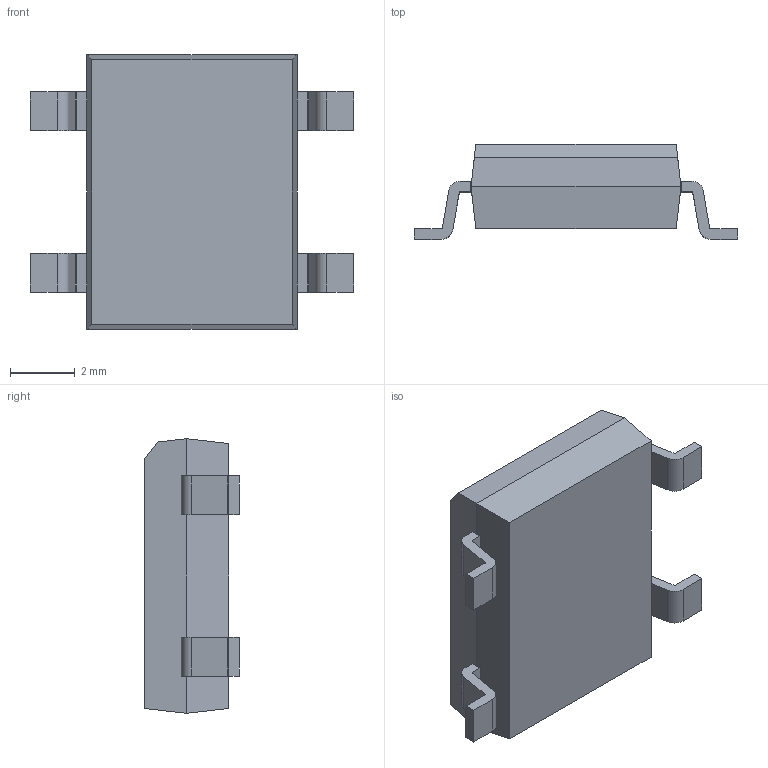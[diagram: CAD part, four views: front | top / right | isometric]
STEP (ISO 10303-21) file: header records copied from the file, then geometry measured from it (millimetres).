
FILE_DESCRIPTION (( 'STEP AP214' ), '1' );
FILE_NAME ('D2C2AED1-0139-4C61-9081-FD319A8EBEAA.STEP', '2023-08-16T14:03:57', ( '' ), ( '' ), 'SwSTEP 2.0', 'SolidWorks 2022', '' );
FILE_SCHEMA (( 'AUTOMOTIVE_DESIGN' ));
Length unit declared in the file: millimetre
Products named in the file (1): D2C2AED1-0139-4C61-9081-FD319A8EBEAA
Bounding box: 10 x 2.93 x 8.5 mm (x, y, z)
Volume: 141.7 mm3; surface area: 215.9 mm2
Topology: 5 solids, 5 shells, 68 faces, 172 edges, 114 vertices
Faces by surface type: plane 51, cylinder 16, sphere 1
Entity records: 2081 total; most frequent: CARTESIAN_POINT 350, DIRECTION 341, ORIENTED_EDGE 338, EDGE_CURVE 169, LINE 135, VECTOR 135, VERTEX_POINT 112, AXIS2_PLACEMENT_3D 103
